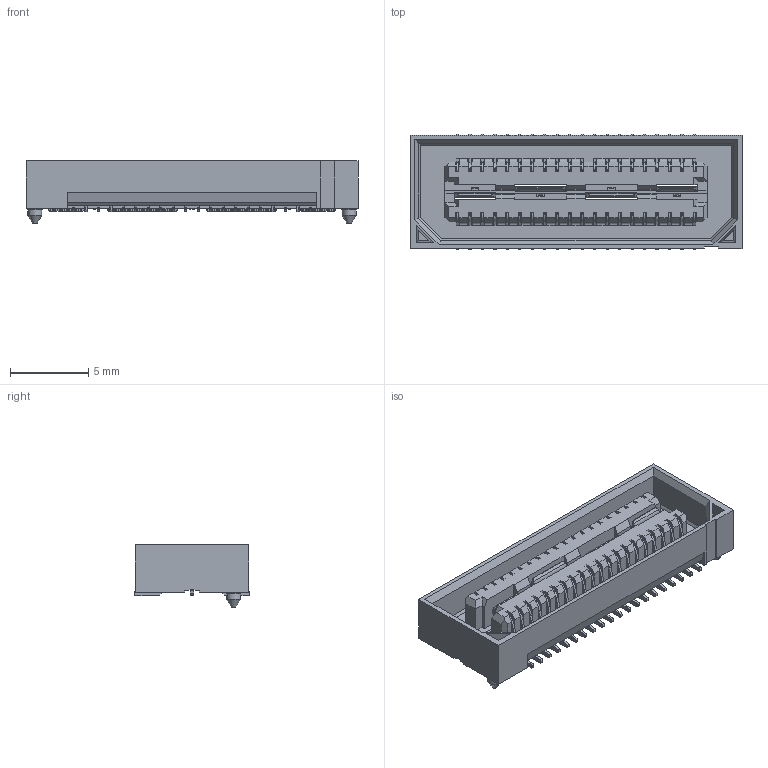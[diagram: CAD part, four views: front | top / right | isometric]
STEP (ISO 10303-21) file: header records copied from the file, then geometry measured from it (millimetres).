
FILE_DESCRIPTION( ('This file contains a STEP AP42 implementation' ,'as created by ZW3D STEP Interface translator.') ,'2;1' );
FILE_NAME( '37511-SMXXXXXXWXX01.stp' ,'231221.1627 3', (''), ('ZWCAD Software Co.'), 'Version 1.0', 'ZW3D to STEP translator', '' );
FILE_SCHEMA(('AUTOMOTIVE_DESIGN { 1 0 10303 214 1 1 1 1 }'));
Length unit declared in the file: millimetre
Products named in the file (2): 0; 37511-SMXXXXXXWXX01
Bounding box: 21.27 x 7.4 x 4 mm (x, y, z)
Volume: 262.6 mm3; surface area: 1210.3 mm2
Topology: 1 solids, 1 shells, 2907 faces, 8126 edges, 5404 vertices
Faces by surface type: plane 2281, cylinder 613, bspline 9, cone 2, torus 2
Full cylindrical faces by diameter (mm): 0.89 x2
Entity records: 95834 total; most frequent: CARTESIAN_POINT 16941, ORIENTED_EDGE 16284, DIRECTION 15102, EDGE_CURVE 8126, VECTOR 6696, LINE 6696, VERTEX_POINT 5404, AXIS2_PLACEMENT_3D 4203
